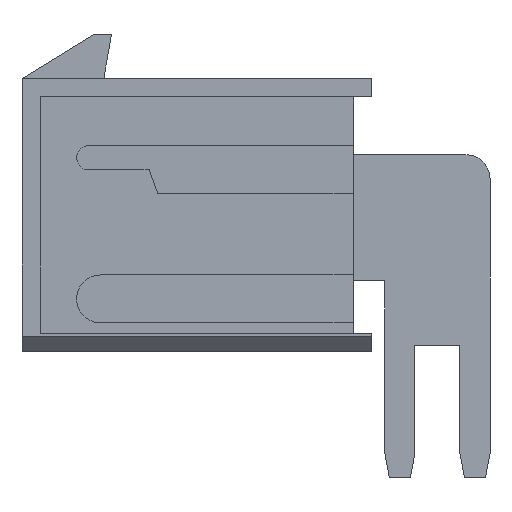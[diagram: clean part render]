
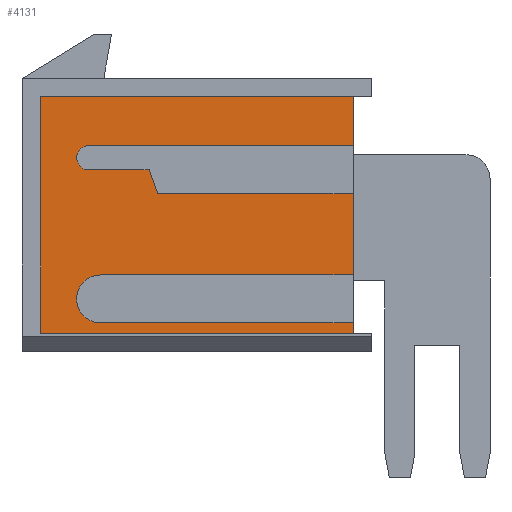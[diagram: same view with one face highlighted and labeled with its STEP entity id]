
A CAD part, left-side view. The second image highlights one B-rep face of the part: STEP entity #4131.
In plain terms, the highlighted planar face has unit normal (-1, 0, 0).
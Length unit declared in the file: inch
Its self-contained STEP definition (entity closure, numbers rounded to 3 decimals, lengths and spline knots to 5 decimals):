
#177=DIRECTION('',(0.,1.,0.));
#178=VECTOR('',#177,0.52);
#179=CARTESIAN_POINT('',(0.03,0.03,0.197));
#180=LINE('',#179,#178);
#297=DIRECTION('',(0.,0.,1.));
#298=VECTOR('',#297,0.135);
#299=CARTESIAN_POINT('',(0.03,0.03,-0.1));
#300=LINE('',#299,#298);
#313=DIRECTION('',(0.,0.,1.));
#314=VECTOR('',#313,0.082);
#315=CARTESIAN_POINT('',(0.03,0.03,0.115));
#316=LINE('',#315,#314);
#553=DIRECTION('',(0.,0.,1.));
#554=VECTOR('',#553,0.017);
#555=CARTESIAN_POINT('',(0.03,0.03,-0.197));
#556=LINE('',#555,#554);
#647=CARTESIAN_POINT('',(0.03,0.47,0.095));
#648=DIRECTION('',(-1.,0.,0.));
#649=DIRECTION('',(0.,0.,1.));
#650=AXIS2_PLACEMENT_3D('',#647,#648,#649);
#652=DIRECTION('',(0.,-1.,0.));
#653=VECTOR('',#652,0.10044);
#654=CARTESIAN_POINT('',(0.03,0.47,0.075));
#655=LINE('',#654,#653);
#656=DIRECTION('',(0.,-0.342,-0.94));
#657=VECTOR('',#656,0.04257);
#658=CARTESIAN_POINT('',(0.03,0.36956,0.075));
#659=LINE('',#658,#657);
#660=DIRECTION('',(0.,1.,0.));
#661=VECTOR('',#660,0.325);
#662=CARTESIAN_POINT('',(0.03,0.03,0.035));
#663=LINE('',#662,#661);
#664=DIRECTION('',(0.,1.,0.));
#665=VECTOR('',#664,0.42);
#666=CARTESIAN_POINT('',(0.03,0.03,-0.1));
#667=LINE('',#666,#665);
#668=CARTESIAN_POINT('',(0.03,0.45,-0.14));
#669=DIRECTION('',(-1.,0.,0.));
#670=DIRECTION('',(0.,0.,1.));
#671=AXIS2_PLACEMENT_3D('',#668,#669,#670);
#673=DIRECTION('',(0.,1.,0.));
#674=VECTOR('',#673,0.42);
#675=CARTESIAN_POINT('',(0.03,0.03,-0.18));
#676=LINE('',#675,#674);
#677=DIRECTION('',(0.,1.,0.));
#678=VECTOR('',#677,0.52);
#679=CARTESIAN_POINT('',(0.03,0.03,-0.197));
#680=LINE('',#679,#678);
#681=DIRECTION('',(0.,1.,0.));
#682=VECTOR('',#681,0.44);
#683=CARTESIAN_POINT('',(0.03,0.03,0.115));
#684=LINE('',#683,#682);
#885=DIRECTION('',(0.,0.,1.));
#886=VECTOR('',#885,0.394);
#887=CARTESIAN_POINT('',(0.03,0.55,-0.197));
#888=LINE('',#887,#886);
#2587=CARTESIAN_POINT('',(0.03,0.55,-0.197));
#2588=CARTESIAN_POINT('',(0.03,0.55,0.197));
#2589=VERTEX_POINT('',#2587);
#2590=VERTEX_POINT('',#2588);
#2611=CARTESIAN_POINT('',(0.03,0.03,-0.197));
#2612=VERTEX_POINT('',#2611);
#2613=CARTESIAN_POINT('',(0.03,0.03,0.197));
#2614=VERTEX_POINT('',#2613);
#3139=CARTESIAN_POINT('',(0.03,0.03,0.035));
#3140=VERTEX_POINT('',#3139);
#3141=CARTESIAN_POINT('',(0.03,0.03,0.115));
#3142=VERTEX_POINT('',#3141);
#3143=CARTESIAN_POINT('',(0.03,0.03,-0.18));
#3144=VERTEX_POINT('',#3143);
#3145=CARTESIAN_POINT('',(0.03,0.03,-0.1));
#3146=VERTEX_POINT('',#3145);
#3147=CARTESIAN_POINT('',(0.03,0.47,0.115));
#3148=CARTESIAN_POINT('',(0.03,0.47,0.075));
#3149=VERTEX_POINT('',#3147);
#3150=VERTEX_POINT('',#3148);
#3151=CARTESIAN_POINT('',(0.03,0.36956,0.075));
#3152=VERTEX_POINT('',#3151);
#3153=CARTESIAN_POINT('',(0.03,0.355,0.035));
#3154=VERTEX_POINT('',#3153);
#3155=CARTESIAN_POINT('',(0.03,0.45,-0.1));
#3156=CARTESIAN_POINT('',(0.03,0.45,-0.18));
#3157=VERTEX_POINT('',#3155);
#3158=VERTEX_POINT('',#3156);
#4101=CARTESIAN_POINT('',(0.03,0.,-0.197));
#4102=DIRECTION('',(1.,0.,0.));
#4103=DIRECTION('',(0.,0.,1.));
#4104=AXIS2_PLACEMENT_3D('',#4101,#4102,#4103);
#4105=PLANE('',#4104);
#4107=ORIENTED_EDGE('',*,*,#4106,.T.);
#4109=ORIENTED_EDGE('',*,*,#4108,.T.);
#4111=ORIENTED_EDGE('',*,*,#4110,.T.);
#4113=ORIENTED_EDGE('',*,*,#4112,.F.);
#4114=ORIENTED_EDGE('',*,*,#3897,.F.);
#4116=ORIENTED_EDGE('',*,*,#4115,.T.);
#4118=ORIENTED_EDGE('',*,*,#4117,.T.);
#4119=ORIENTED_EDGE('',*,*,#4093,.F.);
#4120=ORIENTED_EDGE('',*,*,#4016,.F.);
#4122=ORIENTED_EDGE('',*,*,#4121,.T.);
#4124=ORIENTED_EDGE('',*,*,#4123,.T.);
#4125=ORIENTED_EDGE('',*,*,#3719,.F.);
#4126=ORIENTED_EDGE('',*,*,#3905,.F.);
#4128=ORIENTED_EDGE('',*,*,#4127,.T.);
#4129=EDGE_LOOP('',(#4107,#4109,#4111,#4113,#4114,#4116,#4118,#4119,#4120,#4122,
#4124,#4125,#4126,#4128));
#4130=FACE_OUTER_BOUND('',#4129,.F.);
#4131=ADVANCED_FACE('',(#4130),#4105,.F.);
#651=CIRCLE('',#650,0.02);
#672=CIRCLE('',#671,0.04);
#3719=EDGE_CURVE('',#2614,#2590,#180,.T.);
#3897=EDGE_CURVE('',#3146,#3140,#300,.T.);
#3905=EDGE_CURVE('',#3142,#2614,#316,.T.);
#4016=EDGE_CURVE('',#2612,#3144,#556,.T.);
#4093=EDGE_CURVE('',#3144,#3158,#676,.T.);
#4106=EDGE_CURVE('',#3149,#3150,#651,.T.);
#4108=EDGE_CURVE('',#3150,#3152,#655,.T.);
#4110=EDGE_CURVE('',#3152,#3154,#659,.T.);
#4112=EDGE_CURVE('',#3140,#3154,#663,.T.);
#4115=EDGE_CURVE('',#3146,#3157,#667,.T.);
#4117=EDGE_CURVE('',#3157,#3158,#672,.T.);
#4121=EDGE_CURVE('',#2612,#2589,#680,.T.);
#4123=EDGE_CURVE('',#2589,#2590,#888,.T.);
#4127=EDGE_CURVE('',#3142,#3149,#684,.T.);
